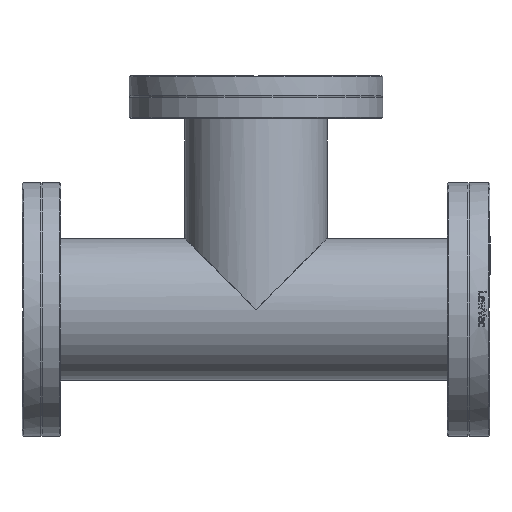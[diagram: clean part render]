
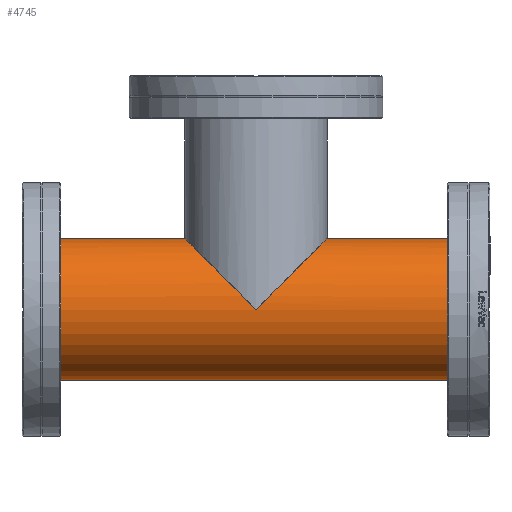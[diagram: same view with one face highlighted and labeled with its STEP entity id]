
A CAD part, left-side view. The second image highlights one B-rep face of the part: STEP entity #4745.
In plain terms, the highlighted cylindrical face has radius 31.75 mm (diameter 63.5 mm), a full revolution.
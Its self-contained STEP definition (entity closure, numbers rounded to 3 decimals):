
#11=ELLIPSE('',#5268,44.901,31.75);
#13=ELLIPSE('',#5271,44.901,31.75);
#869=CYLINDRICAL_SURFACE('',#5273,31.75);
#1079=FACE_BOUND('',#1775,.T.);
#1080=FACE_BOUND('',#1776,.T.);
#1363=FACE_OUTER_BOUND('',#1774,.T.);
#1774=EDGE_LOOP('',(#4397));
#1775=EDGE_LOOP('',(#4398,#4399));
#1776=EDGE_LOOP('',(#4400));
#2013=CIRCLE('',#5274,31.75);
#2014=CIRCLE('',#5275,31.75);
#2470=VERTEX_POINT('',#31396);
#2471=VERTEX_POINT('',#31397);
#2474=VERTEX_POINT('',#31408);
#2475=VERTEX_POINT('',#31410);
#3113=EDGE_CURVE('',#2470,#2471,#11,.T.);
#3117=EDGE_CURVE('',#2471,#2470,#13,.T.);
#3119=EDGE_CURVE('',#2474,#2474,#2013,.T.);
#3120=EDGE_CURVE('',#2475,#2475,#2014,.T.);
#4397=ORIENTED_EDGE('',*,*,#3119,.F.);
#4398=ORIENTED_EDGE('',*,*,#3113,.T.);
#4399=ORIENTED_EDGE('',*,*,#3117,.T.);
#4400=ORIENTED_EDGE('',*,*,#3120,.F.);
#4745=ADVANCED_FACE('',(#1363,#1079,#1080),#869,.T.);
#5268=AXIS2_PLACEMENT_3D('',#31398,#6322,#6323);
#5271=AXIS2_PLACEMENT_3D('',#31405,#6330,#6331);
#5273=AXIS2_PLACEMENT_3D('',#31407,#6334,#6335);
#5274=AXIS2_PLACEMENT_3D('',#31409,#6336,#6337);
#5275=AXIS2_PLACEMENT_3D('',#31411,#6338,#6339);
#6322=DIRECTION('center_axis',(-0.707,0.,
0.707));
#6323=DIRECTION('ref_axis',(-0.707,0.,-0.707));
#6330=DIRECTION('center_axis',(-0.707,0.,
-0.707));
#6331=DIRECTION('ref_axis',(-0.707,0.,0.707));
#6334=DIRECTION('center_axis',(0.,0.,1.));
#6335=DIRECTION('ref_axis',(-1.,0.,0.));
#6336=DIRECTION('center_axis',(0.,0.,1.));
#6337=DIRECTION('ref_axis',(-1.,0.,0.));
#6338=DIRECTION('center_axis',(0.,0.,-1.));
#6339=DIRECTION('ref_axis',(-1.,0.,0.));
#31396=CARTESIAN_POINT('',(0.,-31.75,95.1));
#31397=CARTESIAN_POINT('',(0.,31.75,95.1));
#31398=CARTESIAN_POINT('Origin',(0.,0.,95.1));
#31405=CARTESIAN_POINT('Origin',(0.,0.,95.1));
#31407=CARTESIAN_POINT('Origin',(0.,0.,0.));
#31408=CARTESIAN_POINT('',(31.75,0.,190.2));
#31409=CARTESIAN_POINT('Origin',(0.,0.,190.2));
#31410=CARTESIAN_POINT('',(31.75,0.,0.));
#31411=CARTESIAN_POINT('Origin',(0.,0.,0.));
